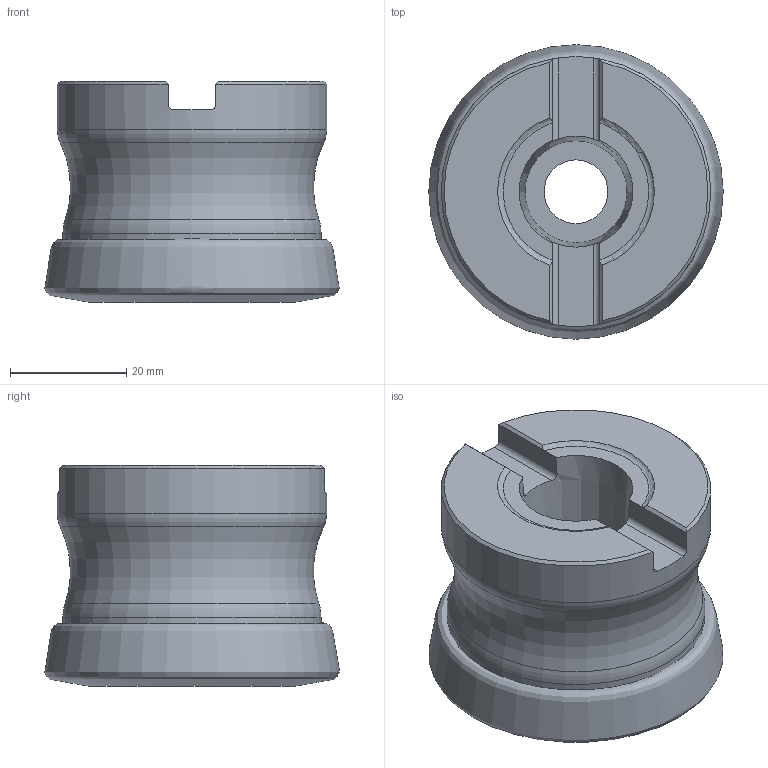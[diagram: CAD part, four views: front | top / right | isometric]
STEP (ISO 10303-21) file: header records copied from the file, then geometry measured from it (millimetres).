
FILE_DESCRIPTION(/* description */ (''),/* implementation_level */ '2;1');
FILE_NAME(/* name */ 'R220.21-02.00-SP10.5A_Basic.stp',/* time_stamp */ '2022-01-05T09:59:38+05:00',/* author */ (''),/* organization */ (''),/* preprocessor_version */ 'ST-DEVELOPER v16.7',/* originating_system */ 'SIEMENS PLM Software NX 12.0',/* authorisation */ '');
FILE_SCHEMA (('AUTOMOTIVE_DESIGN { 1 0 10303 214 3 1 1 1 }'));
Length unit declared in the file: millimetre
Products named in the file (1): R220.21-02.00-SP10.5A_stp_stp
Bounding box: 50.72 x 50.74 x 38.1 mm (x, y, z)
Volume: 61890.5 mm3; surface area: 15154.4 mm2
Topology: 2 solids, 2 shells, 39 faces, 100 edges, 74 vertices
Faces by surface type: plane 17, cylinder 8, torus 8, cone 5, revolution 1
Full cylindrical faces by diameter (mm): 11 x1, 16 x1, 44.481 x1, 46.45 x1
Entity records: 1469 total; most frequent: CARTESIAN_POINT 500, DIRECTION 179, ORIENTED_EDGE 154, EDGE_CURVE 77, AXIS2_PLACEMENT_3D 77, VERTEX_POINT 56, EDGE_LOOP 54, ADVANCED_FACE 39
